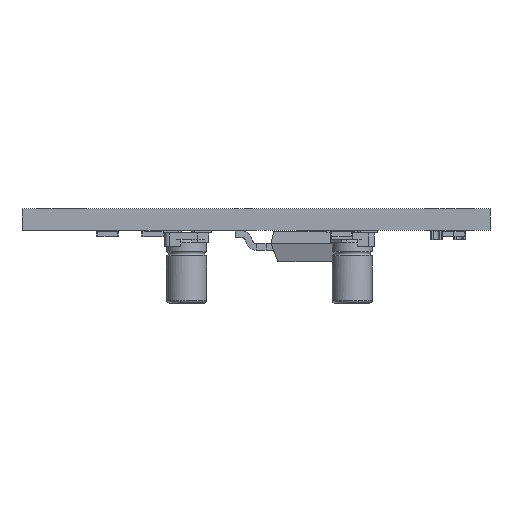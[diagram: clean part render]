
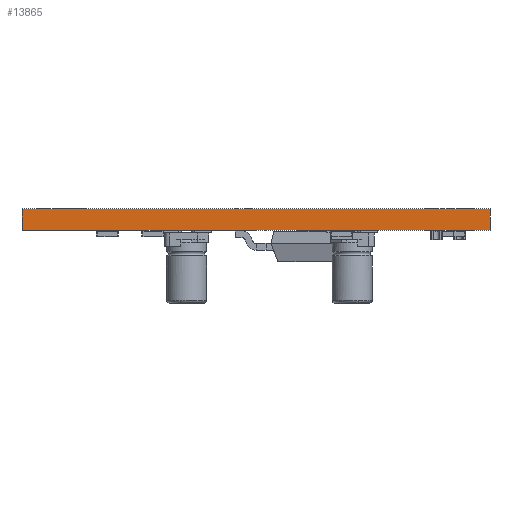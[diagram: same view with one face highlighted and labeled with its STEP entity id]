
A CAD part, left-side view. The second image highlights one B-rep face of the part: STEP entity #13865.
In plain terms, the highlighted planar face has unit normal (-1, 0, 0).
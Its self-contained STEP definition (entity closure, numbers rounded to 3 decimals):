
#13684 = PLANE('',#13685);
#13685 = AXIS2_PLACEMENT_3D('',#13686,#13687,#13688);
#13686 = CARTESIAN_POINT('',(17.5,17.5,0.));
#13687 = DIRECTION('',(0.,-1.,0.));
#13688 = DIRECTION('',(-1.,0.,0.));
#13709 = VERTEX_POINT('',#13710);
#13710 = CARTESIAN_POINT('',(-17.5,17.5,1.6));
#13724 = PLANE('',#13725);
#13725 = AXIS2_PLACEMENT_3D('',#13726,#13727,#13728);
#13726 = CARTESIAN_POINT('',(0.,0.,1.6));
#13727 = DIRECTION('',(0.,0.,1.));
#13728 = DIRECTION('',(1.,0.,-0.));
#13736 = EDGE_CURVE('',#13737,#13709,#13739,.T.);
#13737 = VERTEX_POINT('',#13738);
#13738 = CARTESIAN_POINT('',(-17.5,17.5,0.));
#13739 = SURFACE_CURVE('',#13740,(#13744,#13751),.PCURVE_S1.);
#13740 = LINE('',#13741,#13742);
#13741 = CARTESIAN_POINT('',(-17.5,17.5,0.));
#13742 = VECTOR('',#13743,1.);
#13743 = DIRECTION('',(0.,0.,1.));
#13744 = PCURVE('',#13684,#13745);
#13745 = DEFINITIONAL_REPRESENTATION('',(#13746),#13750);
#13746 = LINE('',#13747,#13748);
#13747 = CARTESIAN_POINT('',(35.,0.));
#13748 = VECTOR('',#13749,1.);
#13749 = DIRECTION('',(0.,-1.));
#13750 = ( GEOMETRIC_REPRESENTATION_CONTEXT(2) 
PARAMETRIC_REPRESENTATION_CONTEXT() REPRESENTATION_CONTEXT('2D SPACE',''
  ) );
#13751 = PCURVE('',#13752,#13757);
#13752 = PLANE('',#13753);
#13753 = AXIS2_PLACEMENT_3D('',#13754,#13755,#13756);
#13754 = CARTESIAN_POINT('',(-17.5,17.5,0.));
#13755 = DIRECTION('',(1.,0.,-0.));
#13756 = DIRECTION('',(0.,-1.,0.));
#13757 = DEFINITIONAL_REPRESENTATION('',(#13758),#13762);
#13758 = LINE('',#13759,#13760);
#13759 = CARTESIAN_POINT('',(0.,0.));
#13760 = VECTOR('',#13761,1.);
#13761 = DIRECTION('',(0.,-1.));
#13762 = ( GEOMETRIC_REPRESENTATION_CONTEXT(2) 
PARAMETRIC_REPRESENTATION_CONTEXT() REPRESENTATION_CONTEXT('2D SPACE',''
  ) );
#13778 = PLANE('',#13779);
#13779 = AXIS2_PLACEMENT_3D('',#13780,#13781,#13782);
#13780 = CARTESIAN_POINT('',(0.,0.,0.));
#13781 = DIRECTION('',(0.,0.,1.));
#13782 = DIRECTION('',(1.,0.,-0.));
#13811 = PLANE('',#13812);
#13812 = AXIS2_PLACEMENT_3D('',#13813,#13814,#13815);
#13813 = CARTESIAN_POINT('',(-17.5,-17.5,0.));
#13814 = DIRECTION('',(0.,1.,0.));
#13815 = DIRECTION('',(1.,0.,0.));
#13865 = ADVANCED_FACE('',(#13866),#13752,.F.);
#13866 = FACE_BOUND('',#13867,.F.);
#13867 = EDGE_LOOP('',(#13868,#13869,#13892,#13915));
#13868 = ORIENTED_EDGE('',*,*,#13736,.T.);
#13869 = ORIENTED_EDGE('',*,*,#13870,.T.);
#13870 = EDGE_CURVE('',#13709,#13871,#13873,.T.);
#13871 = VERTEX_POINT('',#13872);
#13872 = CARTESIAN_POINT('',(-17.5,-17.5,1.6));
#13873 = SURFACE_CURVE('',#13874,(#13878,#13885),.PCURVE_S1.);
#13874 = LINE('',#13875,#13876);
#13875 = CARTESIAN_POINT('',(-17.5,17.5,1.6));
#13876 = VECTOR('',#13877,1.);
#13877 = DIRECTION('',(0.,-1.,0.));
#13878 = PCURVE('',#13752,#13879);
#13879 = DEFINITIONAL_REPRESENTATION('',(#13880),#13884);
#13880 = LINE('',#13881,#13882);
#13881 = CARTESIAN_POINT('',(0.,-1.6));
#13882 = VECTOR('',#13883,1.);
#13883 = DIRECTION('',(1.,0.));
#13884 = ( GEOMETRIC_REPRESENTATION_CONTEXT(2) 
PARAMETRIC_REPRESENTATION_CONTEXT() REPRESENTATION_CONTEXT('2D SPACE',''
  ) );
#13885 = PCURVE('',#13724,#13886);
#13886 = DEFINITIONAL_REPRESENTATION('',(#13887),#13891);
#13887 = LINE('',#13888,#13889);
#13888 = CARTESIAN_POINT('',(-17.5,17.5));
#13889 = VECTOR('',#13890,1.);
#13890 = DIRECTION('',(0.,-1.));
#13891 = ( GEOMETRIC_REPRESENTATION_CONTEXT(2) 
PARAMETRIC_REPRESENTATION_CONTEXT() REPRESENTATION_CONTEXT('2D SPACE',''
  ) );
#13892 = ORIENTED_EDGE('',*,*,#13893,.F.);
#13893 = EDGE_CURVE('',#13894,#13871,#13896,.T.);
#13894 = VERTEX_POINT('',#13895);
#13895 = CARTESIAN_POINT('',(-17.5,-17.5,0.));
#13896 = SURFACE_CURVE('',#13897,(#13901,#13908),.PCURVE_S1.);
#13897 = LINE('',#13898,#13899);
#13898 = CARTESIAN_POINT('',(-17.5,-17.5,0.));
#13899 = VECTOR('',#13900,1.);
#13900 = DIRECTION('',(0.,0.,1.));
#13901 = PCURVE('',#13752,#13902);
#13902 = DEFINITIONAL_REPRESENTATION('',(#13903),#13907);
#13903 = LINE('',#13904,#13905);
#13904 = CARTESIAN_POINT('',(35.,0.));
#13905 = VECTOR('',#13906,1.);
#13906 = DIRECTION('',(0.,-1.));
#13907 = ( GEOMETRIC_REPRESENTATION_CONTEXT(2) 
PARAMETRIC_REPRESENTATION_CONTEXT() REPRESENTATION_CONTEXT('2D SPACE',''
  ) );
#13908 = PCURVE('',#13811,#13909);
#13909 = DEFINITIONAL_REPRESENTATION('',(#13910),#13914);
#13910 = LINE('',#13911,#13912);
#13911 = CARTESIAN_POINT('',(0.,0.));
#13912 = VECTOR('',#13913,1.);
#13913 = DIRECTION('',(0.,-1.));
#13914 = ( GEOMETRIC_REPRESENTATION_CONTEXT(2) 
PARAMETRIC_REPRESENTATION_CONTEXT() REPRESENTATION_CONTEXT('2D SPACE',''
  ) );
#13915 = ORIENTED_EDGE('',*,*,#13916,.F.);
#13916 = EDGE_CURVE('',#13737,#13894,#13917,.T.);
#13917 = SURFACE_CURVE('',#13918,(#13922,#13929),.PCURVE_S1.);
#13918 = LINE('',#13919,#13920);
#13919 = CARTESIAN_POINT('',(-17.5,17.5,0.));
#13920 = VECTOR('',#13921,1.);
#13921 = DIRECTION('',(0.,-1.,0.));
#13922 = PCURVE('',#13752,#13923);
#13923 = DEFINITIONAL_REPRESENTATION('',(#13924),#13928);
#13924 = LINE('',#13925,#13926);
#13925 = CARTESIAN_POINT('',(0.,0.));
#13926 = VECTOR('',#13927,1.);
#13927 = DIRECTION('',(1.,0.));
#13928 = ( GEOMETRIC_REPRESENTATION_CONTEXT(2) 
PARAMETRIC_REPRESENTATION_CONTEXT() REPRESENTATION_CONTEXT('2D SPACE',''
  ) );
#13929 = PCURVE('',#13778,#13930);
#13930 = DEFINITIONAL_REPRESENTATION('',(#13931),#13935);
#13931 = LINE('',#13932,#13933);
#13932 = CARTESIAN_POINT('',(-17.5,17.5));
#13933 = VECTOR('',#13934,1.);
#13934 = DIRECTION('',(0.,-1.));
#13935 = ( GEOMETRIC_REPRESENTATION_CONTEXT(2) 
PARAMETRIC_REPRESENTATION_CONTEXT() REPRESENTATION_CONTEXT('2D SPACE',''
  ) );
